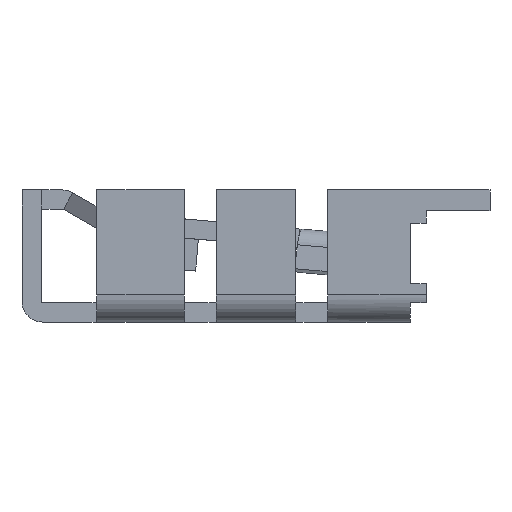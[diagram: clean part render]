
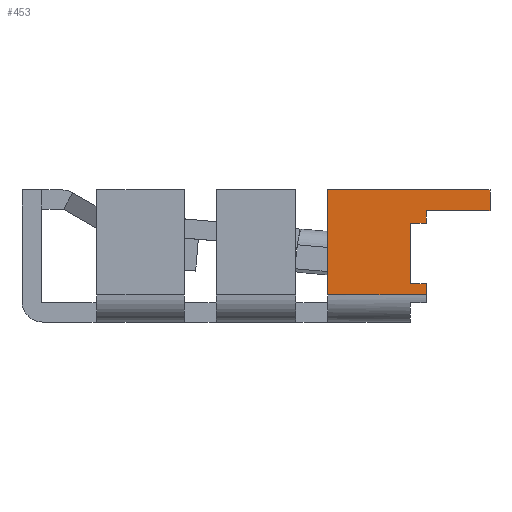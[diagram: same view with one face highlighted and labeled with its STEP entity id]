
A CAD part, left-side view. The second image highlights one B-rep face of the part: STEP entity #453.
In plain terms, the highlighted planar face has unit normal (-1, 0, 0).
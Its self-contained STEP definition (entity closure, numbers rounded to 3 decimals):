
#32 = DIRECTION ( 'NONE',  ( 0., 0., -1. ) ) ;
#48 = VERTEX_POINT ( 'NONE', #871 ) ;
#119 = ORIENTED_EDGE ( 'NONE', *, *, #196, .F. ) ;
#196 = EDGE_CURVE ( 'NONE', #627, #3773, #1283, .T. ) ;
#224 = CARTESIAN_POINT ( 'NONE',  ( -12.5, -17.2, 8.3 ) ) ;
#259 = CARTESIAN_POINT ( 'NONE',  ( -12.5, -7., 8.3 ) ) ;
#290 = LINE ( 'NONE', #2360, #4974 ) ;
#380 = CARTESIAN_POINT ( 'NONE',  ( -12.5, -7., 8.3 ) ) ;
#453 = ADVANCED_FACE ( 'NONE', ( #2241 ), #5123, .T. ) ;
#627 = VERTEX_POINT ( 'NONE', #1062 ) ;
#782 = EDGE_CURVE ( 'NONE', #1523, #48, #1730, .T. ) ;
#844 = LINE ( 'NONE', #1925, #4360 ) ;
#860 = CARTESIAN_POINT ( 'NONE',  ( -12.5, -12.2, 2.4 ) ) ;
#871 = CARTESIAN_POINT ( 'NONE',  ( -12.5, -17.2, 8.3 ) ) ;
#1062 = CARTESIAN_POINT ( 'NONE',  ( -12.5, -13.2, 2.4 ) ) ;
#1097 = CARTESIAN_POINT ( 'NONE',  ( -12.5, -7., 0. ) ) ;
#1156 = CARTESIAN_POINT ( 'NONE',  ( -12.5, -7., 1.7 ) ) ;
#1161 = CARTESIAN_POINT ( 'NONE',  ( -12.5, -13.2, 7. ) ) ;
#1183 = CARTESIAN_POINT ( 'NONE',  ( -12.5, -13.2, 7. ) ) ;
#1199 = ORIENTED_EDGE ( 'NONE', *, *, #782, .F. ) ;
#1283 = LINE ( 'NONE', #1932, #2238 ) ;
#1508 = VERTEX_POINT ( 'NONE', #2250 ) ;
#1523 = VERTEX_POINT ( 'NONE', #259 ) ;
#1632 = CARTESIAN_POINT ( 'NONE',  ( -12.5, -12.2, 2.4 ) ) ;
#1648 = CARTESIAN_POINT ( 'NONE',  ( -12.5, -13.2, 1.7 ) ) ;
#1730 = LINE ( 'NONE', #380, #1926 ) ;
#1753 = VERTEX_POINT ( 'NONE', #1156 ) ;
#1766 = ORIENTED_EDGE ( 'NONE', *, *, #2857, .T. ) ;
#1871 = VECTOR ( 'NONE', #2289, 1000. ) ;
#1925 = CARTESIAN_POINT ( 'NONE',  ( -12.5, -12.2, 2.4 ) ) ;
#1926 = VECTOR ( 'NONE', #3287, 1000. ) ;
#1932 = CARTESIAN_POINT ( 'NONE',  ( -12.5, -13.2, 2.4 ) ) ;
#2094 = ORIENTED_EDGE ( 'NONE', *, *, #2728, .F. ) ;
#2167 = EDGE_LOOP ( 'NONE', ( #2094, #119, #3766, #2389, #3251, #3571, #3484, #2988, #1199, #1766 ) ) ;
#2177 = CARTESIAN_POINT ( 'NONE',  ( -12.5, -12.2, 6.2 ) ) ;
#2238 = VECTOR ( 'NONE', #4000, 1000. ) ;
#2241 = FACE_OUTER_BOUND ( 'NONE', #2167, .T. ) ;
#2250 = CARTESIAN_POINT ( 'NONE',  ( -12.5, -17.2, 7. ) ) ;
#2289 = DIRECTION ( 'NONE',  ( 0., 0., -1. ) ) ;
#2360 = CARTESIAN_POINT ( 'NONE',  ( -12.5, -13.2, 6.2 ) ) ;
#2363 = CARTESIAN_POINT ( 'NONE',  ( -12.5, -7., 8.3 ) ) ;
#2389 = ORIENTED_EDGE ( 'NONE', *, *, #3308, .T. ) ;
#2391 = VECTOR ( 'NONE', #5110, 1000. ) ;
#2400 = LINE ( 'NONE', #860, #5046 ) ;
#2484 = EDGE_CURVE ( 'NONE', #4666, #5014, #3144, .T. ) ;
#2636 = CARTESIAN_POINT ( 'NONE',  ( -12.5, -13.2, 1.7 ) ) ;
#2667 = DIRECTION ( 'NONE',  ( 0., 1., 0. ) ) ;
#2728 = EDGE_CURVE ( 'NONE', #3773, #1753, #3791, .T. ) ;
#2733 = DIRECTION ( 'NONE',  ( 0., 1., 0. ) ) ;
#2774 = EDGE_CURVE ( 'NONE', #48, #1508, #3202, .T. ) ;
#2857 = EDGE_CURVE ( 'NONE', #1523, #1753, #4557, .T. ) ;
#2988 = ORIENTED_EDGE ( 'NONE', *, *, #2774, .F. ) ;
#3031 = CARTESIAN_POINT ( 'NONE',  ( -12.5, -17.2, 7. ) ) ;
#3136 = EDGE_CURVE ( 'NONE', #1508, #4666, #5104, .T. ) ;
#3144 = LINE ( 'NONE', #1183, #4165 ) ;
#3202 = LINE ( 'NONE', #224, #1871 ) ;
#3251 = ORIENTED_EDGE ( 'NONE', *, *, #4583, .F. ) ;
#3287 = DIRECTION ( 'NONE',  ( 0., -1., 0. ) ) ;
#3308 = EDGE_CURVE ( 'NONE', #4779, #5289, #844, .T. ) ;
#3484 = ORIENTED_EDGE ( 'NONE', *, *, #3136, .F. ) ;
#3493 = AXIS2_PLACEMENT_3D ( 'NONE', #1097, #3953, #5220 ) ;
#3571 = ORIENTED_EDGE ( 'NONE', *, *, #2484, .F. ) ;
#3766 = ORIENTED_EDGE ( 'NONE', *, *, #5087, .F. ) ;
#3773 = VERTEX_POINT ( 'NONE', #1648 ) ;
#3791 = LINE ( 'NONE', #2636, #4835 ) ;
#3953 = DIRECTION ( 'NONE',  ( -1., 0., 0. ) ) ;
#4000 = DIRECTION ( 'NONE',  ( 0., 0., -1. ) ) ;
#4165 = VECTOR ( 'NONE', #32, 1000. ) ;
#4224 = VECTOR ( 'NONE', #4377, 1000. ) ;
#4360 = VECTOR ( 'NONE', #5223, 1000. ) ;
#4377 = DIRECTION ( 'NONE',  ( 0., 0., -1. ) ) ;
#4557 = LINE ( 'NONE', #2363, #4224 ) ;
#4568 = DIRECTION ( 'NONE',  ( 0., -1., 0. ) ) ;
#4583 = EDGE_CURVE ( 'NONE', #5014, #5289, #290, .T. ) ;
#4666 = VERTEX_POINT ( 'NONE', #1161 ) ;
#4779 = VERTEX_POINT ( 'NONE', #1632 ) ;
#4835 = VECTOR ( 'NONE', #2667, 1000. ) ;
#4904 = CARTESIAN_POINT ( 'NONE',  ( -12.5, -13.2, 6.2 ) ) ;
#4974 = VECTOR ( 'NONE', #2733, 1000. ) ;
#5014 = VERTEX_POINT ( 'NONE', #4904 ) ;
#5046 = VECTOR ( 'NONE', #4568, 1000. ) ;
#5087 = EDGE_CURVE ( 'NONE', #4779, #627, #2400, .T. ) ;
#5104 = LINE ( 'NONE', #3031, #2391 ) ;
#5110 = DIRECTION ( 'NONE',  ( 0., 1., 0. ) ) ;
#5123 = PLANE ( 'NONE',  #3493 ) ;
#5220 = DIRECTION ( 'NONE',  ( 0., 0., 1. ) ) ;
#5223 = DIRECTION ( 'NONE',  ( 0., 0., 1. ) ) ;
#5289 = VERTEX_POINT ( 'NONE', #2177 ) ;
